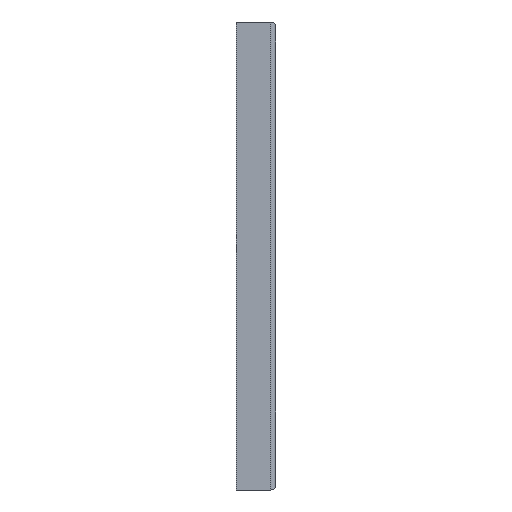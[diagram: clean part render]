
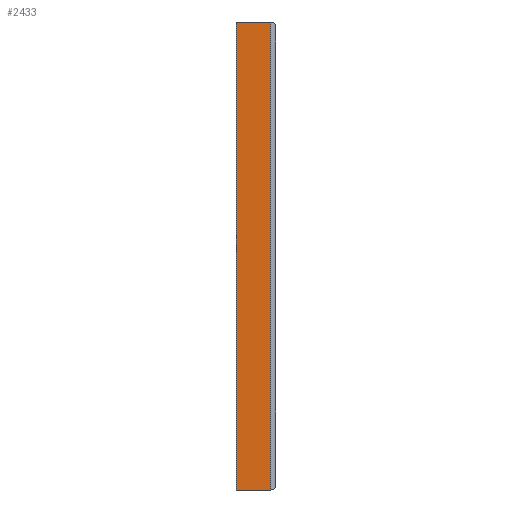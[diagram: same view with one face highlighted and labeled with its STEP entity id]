
A CAD part, left-side view. The second image highlights one B-rep face of the part: STEP entity #2433.
In plain terms, the highlighted planar face has unit normal (-1, 0, 0).
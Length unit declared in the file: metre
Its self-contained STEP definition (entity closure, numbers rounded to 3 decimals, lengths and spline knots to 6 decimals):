
#370=ORIENTED_EDGE('',*,*,#1070,.F.);
#371=ORIENTED_EDGE('',*,*,#1071,.T.);
#372=ORIENTED_EDGE('',*,*,#1066,.T.);
#373=ORIENTED_EDGE('',*,*,#1072,.T.);
#1066=EDGE_CURVE('',#1405,#1406,#1628,.T.);
#1070=EDGE_CURVE('',#1409,#1410,#1632,.T.);
#1071=EDGE_CURVE('',#1409,#1405,#1633,.F.);
#1072=EDGE_CURVE('',#1406,#1410,#1634,.T.);
#1405=VERTEX_POINT('',#3832);
#1406=VERTEX_POINT('',#3833);
#1409=VERTEX_POINT('',#3841);
#1410=VERTEX_POINT('',#3842);
#1628=LINE('',#3831,#1887);
#1632=LINE('',#3840,#1891);
#1633=LINE('',#3843,#1892);
#1634=LINE('',#3844,#1893);
#1887=VECTOR('',#3022,1.);
#1891=VECTOR('',#3028,1.);
#1892=VECTOR('',#3029,1.);
#1893=VECTOR('',#3030,1.);
#2048=EDGE_LOOP('',(#370,#371,#372,#373));
#2211=FACE_BOUND('',#2048,.T.);
#2363=PLANE('',#2609);
#2433=ADVANCED_FACE('',(#2211),#2363,.F.);
#2609=AXIS2_PLACEMENT_3D('',#3839,#3026,#3027);
#3022=DIRECTION('',(0.,1.,0.));
#3026=DIRECTION('',(1.,0.,0.));
#3027=DIRECTION('',(0.,0.,-1.));
#3028=DIRECTION('',(0.,1.,0.));
#3029=DIRECTION('',(0.,0.,-1.));
#3030=DIRECTION('',(0.,0.,-1.));
#3831=CARTESIAN_POINT('',(-0.0381,-0.002,0.011815));
#3832=CARTESIAN_POINT('',(-0.0381,-0.001755,0.011815));
#3833=CARTESIAN_POINT('',(-0.0381,0.,0.011815));
#3839=CARTESIAN_POINT('',(-0.0381,-0.001,-0.001854));
#3840=CARTESIAN_POINT('',(-0.0381,-0.001,-0.011815));
#3841=CARTESIAN_POINT('',(-0.0381,-0.001755,-0.011815));
#3842=CARTESIAN_POINT('',(-0.0381,0.,-0.011815));
#3843=CARTESIAN_POINT('',(-0.0381,-0.001755,0.011815));
#3844=CARTESIAN_POINT('',(-0.0381,0.,-0.001854));
